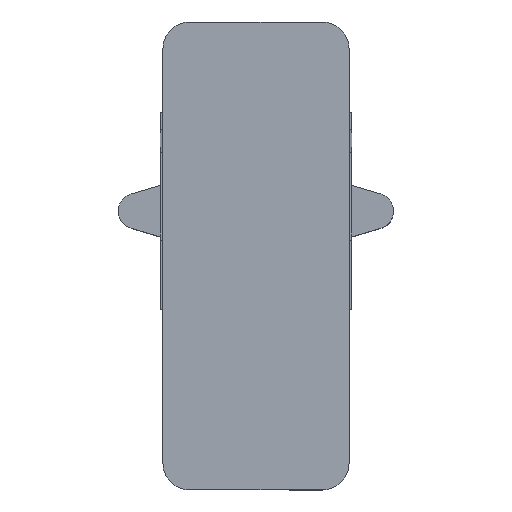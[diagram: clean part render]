
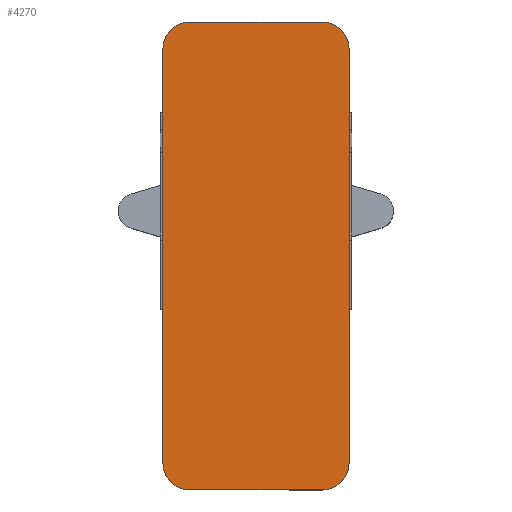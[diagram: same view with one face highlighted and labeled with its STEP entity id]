
A CAD part, top view. The second image highlights one B-rep face of the part: STEP entity #4270.
In plain terms, the highlighted planar face has unit normal (0, 0, 1).
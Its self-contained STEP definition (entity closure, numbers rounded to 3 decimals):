
#178=CIRCLE('',#4633,1.);
#179=CIRCLE('',#4634,1.);
#180=CIRCLE('',#4635,1.);
#181=CIRCLE('',#4636,1.);
#1234=ORIENTED_EDGE('',*,*,#1902,.F.);
#1235=ORIENTED_EDGE('',*,*,#1904,.T.);
#1236=ORIENTED_EDGE('',*,*,#1905,.T.);
#1237=ORIENTED_EDGE('',*,*,#1906,.T.);
#1238=ORIENTED_EDGE('',*,*,#1907,.T.);
#1239=ORIENTED_EDGE('',*,*,#1908,.T.);
#1240=ORIENTED_EDGE('',*,*,#1909,.F.);
#1241=ORIENTED_EDGE('',*,*,#1910,.T.);
#1902=EDGE_CURVE('',#2322,#2323,#2813,.T.);
#1904=EDGE_CURVE('',#2322,#2324,#178,.T.);
#1905=EDGE_CURVE('',#2324,#2325,#2815,.T.);
#1906=EDGE_CURVE('',#2325,#2326,#179,.T.);
#1907=EDGE_CURVE('',#2326,#2327,#2816,.T.);
#1908=EDGE_CURVE('',#2327,#2328,#180,.T.);
#1909=EDGE_CURVE('',#2329,#2328,#2817,.T.);
#1910=EDGE_CURVE('',#2329,#2323,#181,.T.);
#2322=VERTEX_POINT('',#7015);
#2323=VERTEX_POINT('',#7017);
#2324=VERTEX_POINT('',#7021);
#2325=VERTEX_POINT('',#7023);
#2326=VERTEX_POINT('',#7025);
#2327=VERTEX_POINT('',#7027);
#2328=VERTEX_POINT('',#7029);
#2329=VERTEX_POINT('',#7031);
#2813=LINE('',#7016,#3323);
#2815=LINE('',#7022,#3325);
#2816=LINE('',#7026,#3326);
#2817=LINE('',#7030,#3327);
#3323=VECTOR('',#5673,1000.);
#3325=VECTOR('',#5679,1000.);
#3326=VECTOR('',#5682,1000.);
#3327=VECTOR('',#5685,1000.);
#3607=EDGE_LOOP('',(#1234,#1235,#1236,#1237,#1238,#1239,#1240,#1241));
#3865=FACE_BOUND('',#3607,.T.);
#4050=PLANE('',#4632);
#4270=ADVANCED_FACE('',(#3865),#4050,.T.);
#4632=AXIS2_PLACEMENT_3D('',#7019,#5675,#5676);
#4633=AXIS2_PLACEMENT_3D('',#7020,#5677,#5678);
#4634=AXIS2_PLACEMENT_3D('',#7024,#5680,#5681);
#4635=AXIS2_PLACEMENT_3D('',#7028,#5683,#5684);
#4636=AXIS2_PLACEMENT_3D('',#7032,#5686,#5687);
#5673=DIRECTION('',(-1.,0.,0.));
#5675=DIRECTION('',(0.,0.,1.));
#5676=DIRECTION('',(1.,0.,0.));
#5677=DIRECTION('',(0.,0.,1.));
#5678=DIRECTION('',(1.,0.,0.));
#5679=DIRECTION('',(0.,1.,0.));
#5680=DIRECTION('',(0.,0.,1.));
#5681=DIRECTION('',(1.,0.,0.));
#5682=DIRECTION('',(-1.,0.,0.));
#5683=DIRECTION('',(0.,0.,1.));
#5684=DIRECTION('',(1.,0.,0.));
#5685=DIRECTION('',(0.,1.,0.));
#5686=DIRECTION('',(0.,0.,1.));
#5687=DIRECTION('',(1.,0.,0.));
#7015=CARTESIAN_POINT('',(6.,-7.1,4.993));
#7016=CARTESIAN_POINT('',(7.,-7.1,4.993));
#7017=CARTESIAN_POINT('',(1.,-7.1,4.993));
#7019=CARTESIAN_POINT('',(7.,-7.1,4.993));
#7020=CARTESIAN_POINT('',(6.,-6.1,4.993));
#7021=CARTESIAN_POINT('',(7.,-6.1,4.993));
#7022=CARTESIAN_POINT('',(7.,-7.1,4.993));
#7023=CARTESIAN_POINT('',(7.,9.5,4.993));
#7024=CARTESIAN_POINT('',(6.,9.5,4.993));
#7025=CARTESIAN_POINT('',(6.,10.5,4.993));
#7026=CARTESIAN_POINT('',(7.,10.5,4.993));
#7027=CARTESIAN_POINT('',(1.,10.5,4.993));
#7028=CARTESIAN_POINT('',(1.,9.5,4.993));
#7029=CARTESIAN_POINT('',(0.,9.5,4.993));
#7030=CARTESIAN_POINT('',(0.,-7.1,4.993));
#7031=CARTESIAN_POINT('',(0.,-6.1,4.993));
#7032=CARTESIAN_POINT('',(1.,-6.1,4.993));
